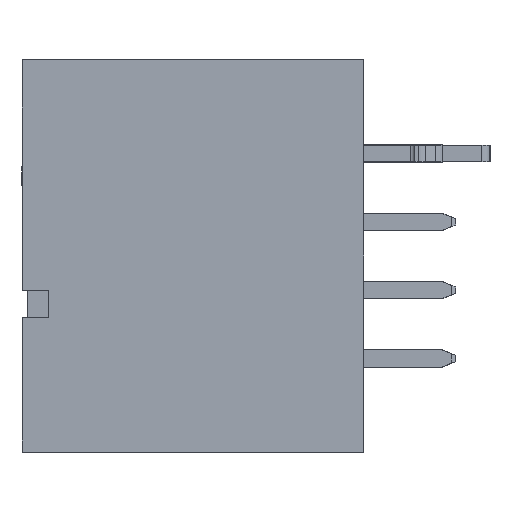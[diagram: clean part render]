
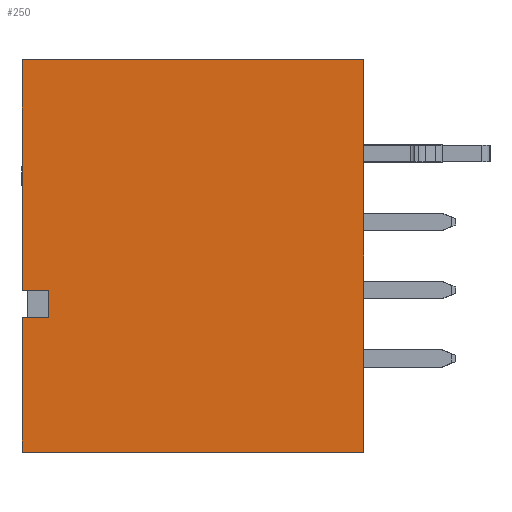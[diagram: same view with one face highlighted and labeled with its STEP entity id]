
A CAD part, left-side view. The second image highlights one B-rep face of the part: STEP entity #250.
In plain terms, the highlighted planar face has unit normal (-1, 0, 0).
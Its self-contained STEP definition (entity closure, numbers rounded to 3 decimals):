
#162=CARTESIAN_POINT('',(-11.43,7.255,-1.275));
#163=VERTEX_POINT('',#162);
#171=CARTESIAN_POINT('',(-11.43,7.255,-2.275));
#172=VERTEX_POINT('',#171);
#179=CARTESIAN_POINT('',(-11.43,7.255,-2.275));
#180=DIRECTION('',(0.,0.,1.));
#181=VECTOR('',#180,1.);
#182=LINE('',#179,#181);
#183=EDGE_CURVE('',#172,#163,#182,.T.);
#188=CARTESIAN_POINT('',(-11.43,8.255,-7.29));
#189=DIRECTION('',(0.,-1.,0.));
#190=DIRECTION('',(-1.,0.,0.));
#191=AXIS2_PLACEMENT_3D('',#188,#190,#189);
#192=PLANE('',#191);
#193=CARTESIAN_POINT('',(-11.43,8.255,-2.275));
#194=VERTEX_POINT('',#193);
#195=CARTESIAN_POINT('',(-11.43,7.255,-2.275));
#196=DIRECTION('',(0.,1.,0.));
#197=VECTOR('',#196,1.);
#198=LINE('',#195,#197);
#199=EDGE_CURVE('',#172,#194,#198,.T.);
#200=ORIENTED_EDGE('',*,*,#199,.T.);
#201=CARTESIAN_POINT('',(-11.43,8.255,-7.29));
#202=VERTEX_POINT('',#201);
#203=CARTESIAN_POINT('',(-11.43,8.255,-2.275));
#204=DIRECTION('',(0.,0.,-1.));
#205=VECTOR('',#204,5.015);
#206=LINE('',#203,#205);
#207=EDGE_CURVE('',#194,#202,#206,.T.);
#208=ORIENTED_EDGE('',*,*,#207,.T.);
#209=CARTESIAN_POINT('',(-11.43,-4.445,-7.29));
#210=VERTEX_POINT('',#209);
#211=CARTESIAN_POINT('',(-11.43,-4.445,-7.29));
#212=DIRECTION('',(0.,1.,0.));
#213=VECTOR('',#212,12.7);
#214=LINE('',#211,#213);
#215=EDGE_CURVE('',#210,#202,#214,.T.);
#216=ORIENTED_EDGE('',*,*,#215,.F.);
#217=CARTESIAN_POINT('',(-11.43,-4.445,7.29));
#218=VERTEX_POINT('',#217);
#219=CARTESIAN_POINT('',(-11.43,-4.445,7.29));
#220=DIRECTION('',(0.,0.,-1.));
#221=VECTOR('',#220,14.58);
#222=LINE('',#219,#221);
#223=EDGE_CURVE('',#218,#210,#222,.T.);
#224=ORIENTED_EDGE('',*,*,#223,.F.);
#225=CARTESIAN_POINT('',(-11.43,8.255,7.29));
#226=VERTEX_POINT('',#225);
#227=CARTESIAN_POINT('',(-11.43,-4.445,7.29));
#228=DIRECTION('',(0.,1.,0.));
#229=VECTOR('',#228,12.7);
#230=LINE('',#227,#229);
#231=EDGE_CURVE('',#218,#226,#230,.T.);
#232=ORIENTED_EDGE('',*,*,#231,.T.);
#233=CARTESIAN_POINT('',(-11.43,8.255,-1.275));
#234=VERTEX_POINT('',#233);
#235=CARTESIAN_POINT('',(-11.43,8.255,7.29));
#236=DIRECTION('',(0.,0.,-1.));
#237=VECTOR('',#236,8.565);
#238=LINE('',#235,#237);
#239=EDGE_CURVE('',#226,#234,#238,.T.);
#240=ORIENTED_EDGE('',*,*,#239,.T.);
#241=CARTESIAN_POINT('',(-11.43,8.255,-1.275));
#242=DIRECTION('',(0.,-1.,0.));
#243=VECTOR('',#242,1.);
#244=LINE('',#241,#243);
#245=EDGE_CURVE('',#234,#163,#244,.T.);
#246=ORIENTED_EDGE('',*,*,#245,.T.);
#247=ORIENTED_EDGE('',*,*,#183,.F.);
#248=EDGE_LOOP('',(#200,#208,#216,#224,#232,#240,#246,#247));
#249=FACE_OUTER_BOUND('',#248,.T.);
#250=ADVANCED_FACE('',(#249),#192,.T.);
